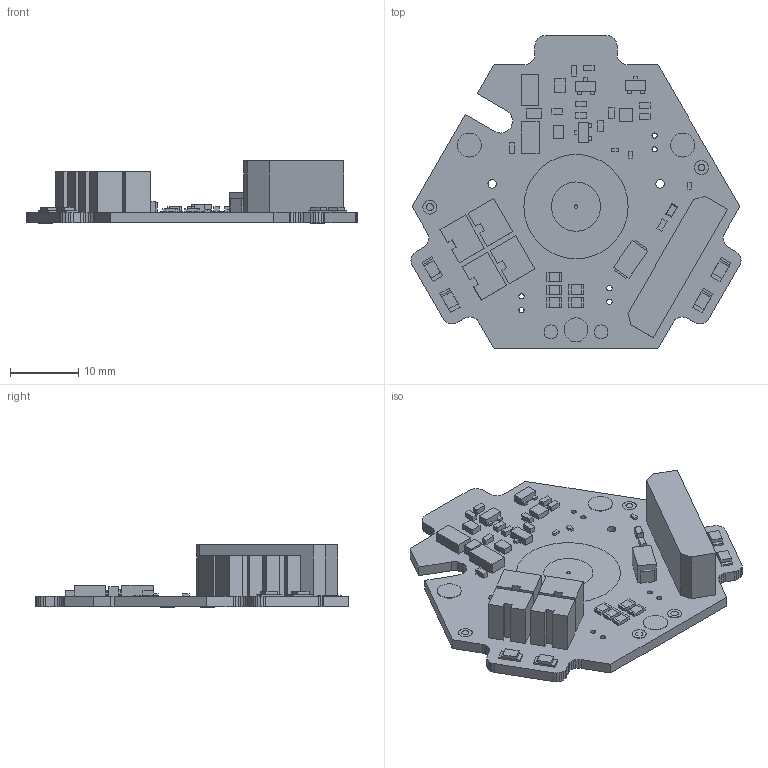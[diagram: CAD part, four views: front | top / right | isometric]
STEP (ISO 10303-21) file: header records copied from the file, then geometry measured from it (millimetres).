
FILE_DESCRIPTION(('Open CASCADE Model'),'2;1');
FILE_NAME('Open CASCADE Shape Model','2017-07-14T10:23:57',('Author'),( 'Open CASCADE'),'Open CASCADE STEP processor 6.8','Open CASCADE 6.8' ,'Unknown');
FILE_SCHEMA(('AUTOMOTIVE_DESIGN { 1 0 10303 214 1 1 1 1 }'));
Length unit declared in the file: millimetre
Products named in the file (129): PCB; Board; FID4; 825705776; Cylinder; 825705904; FID3; 825705392; 825705648; FB1; 710815408; Terminal; Open_CASCADE_STEP_translator_6.8_1.1.1; Open_CASCADE_STEP_translator_6.8_1.1.2; Mid_Body; Open_CASCADE_STEP_translator_6.8_1.2.1; R18; 711152952; Extruded; R17; R16; 711153088; D1; 711154040; 711154176; C8; 711155808; C5; 711156624; H1; 778974800; 825704368; LED4; 711153224; 711153360; 711153496; LED3; 711153632; 711153768; 711153904 ...
Assembly tree (172 placements, depth 5):
  PCB
    Board
    FID4
      825705776
        Cylinder
      825705904
        Cylinder
    FID3
      825705392
        Cylinder
      825705648
        Cylinder
    FB1
      710815408
        Terminal
          Open_CASCADE_STEP_translator_6.8_1.1.1
          Open_CASCADE_STEP_translator_6.8_1.1.2
        Mid_Body
          Open_CASCADE_STEP_translator_6.8_1.2.1
    R18
      711152952
        Extruded
    R17
      711152952
        Extruded
    R16
      711153088
        Extruded
    D1
      711154040
        Extruded
      711154176
        Extruded
    C8
      711155808
        Extruded
    C5
      711156624
        Extruded
    H1
      778974800
        Cylinder
      825704368
        Cylinder
    LED4
      711153224
        Extruded
      711153360
        Extruded
      711153496
        Extruded
    LED3
      711153632
        Extruded
      711153768
        Extruded
      711153904
        Extruded
    LED2
      711153224
Bounding box: 48.24 x 45.77 x 9.08 mm (x, y, z)
Volume: 3923.4 mm3; surface area: 5911.8 mm2
Topology: 85 solids, 85 shells, 644 faces, 1406 edges, 924 vertices
Faces by surface type: plane 571, cylinder 65, sphere 8
Full cylindrical faces by diameter (mm): 0.508 x1, 0.77 x14, 1.016 x4, 1.092 x2, 1.1 x8, 1.25 x2, 2.032 x6, 3.5 x6, 7.201 x1, 15.24 x1
Entity records: 13659 total; most frequent: DIRECTION 2091, CARTESIAN_POINT 1989, ORIENTED_EDGE 1734, EDGE_CURVE 867, LINE 747, VECTOR 747, AXIS2_PLACEMENT_3D 672, VERTEX_POINT 570
